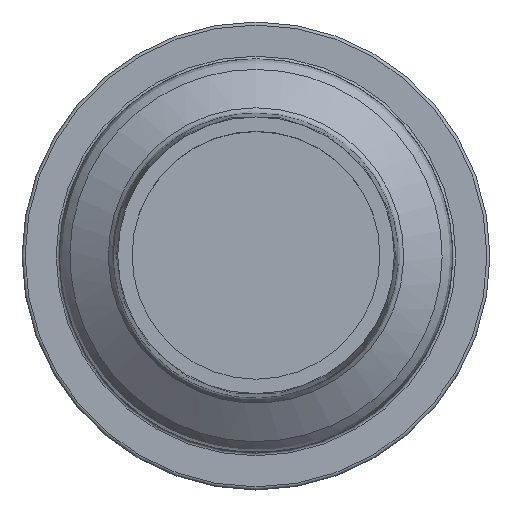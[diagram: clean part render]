
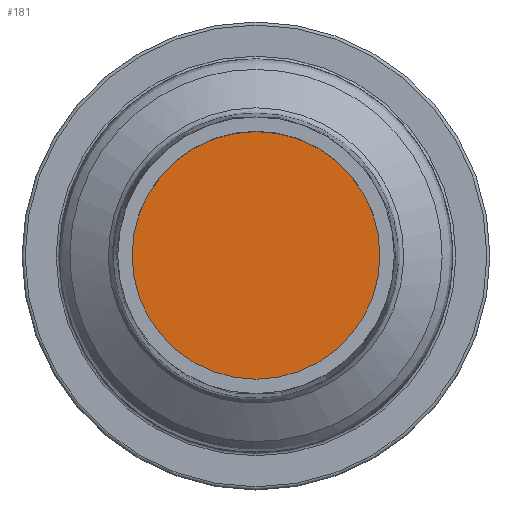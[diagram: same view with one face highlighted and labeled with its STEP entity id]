
A CAD part, top view. The second image highlights one B-rep face of the part: STEP entity #181.
In plain terms, the highlighted planar face has unit normal (0, 0, 1).
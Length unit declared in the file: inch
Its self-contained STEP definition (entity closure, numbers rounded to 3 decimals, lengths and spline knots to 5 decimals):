
#181 = ADVANCED_FACE ( 'NONE', ( #878 ), #2097, .T. ) ;
#314 = AXIS2_PLACEMENT_3D ( 'NONE', #660, #1903, #837 ) ;
#627 = VERTEX_POINT ( 'NONE', #678 ) ;
#660 = CARTESIAN_POINT ( 'NONE',  ( 0., 0., 4.734 ) ) ;
#663 = CARTESIAN_POINT ( 'NONE',  ( 0., 0., 4.734 ) ) ;
#678 = CARTESIAN_POINT ( 'NONE',  ( 1.25, 0., 4.734 ) ) ;
#837 = DIRECTION ( 'NONE',  ( 1., 0., 0. ) ) ;
#878 = FACE_OUTER_BOUND ( 'NONE', #970, .T. ) ;
#888 = EDGE_CURVE ( 'NONE', #627, #627, #1084, .T. ) ;
#970 = EDGE_LOOP ( 'NONE', ( #993 ) ) ;
#993 = ORIENTED_EDGE ( 'NONE', *, *, #888, .F. ) ;
#996 = AXIS2_PLACEMENT_3D ( 'NONE', #663, #2090, #1193 ) ;
#1084 = CIRCLE ( 'NONE', #314, 1.25 ) ;
#1193 = DIRECTION ( 'NONE',  ( 1., 0., 0. ) ) ;
#1903 = DIRECTION ( 'NONE',  ( 0., 0., -1. ) ) ;
#2090 = DIRECTION ( 'NONE',  ( 0., 0., 1. ) ) ;
#2097 = PLANE ( 'NONE',  #996 ) ;
